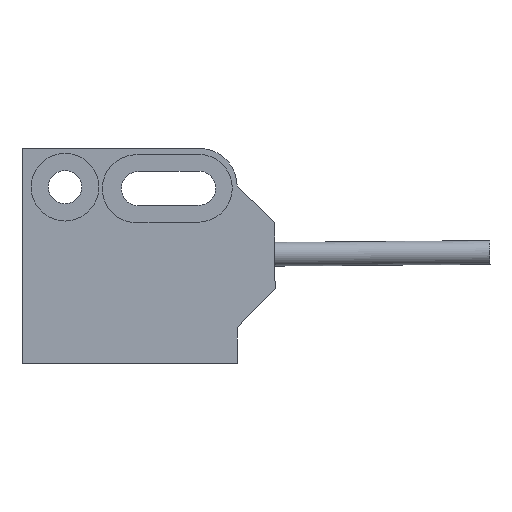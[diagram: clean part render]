
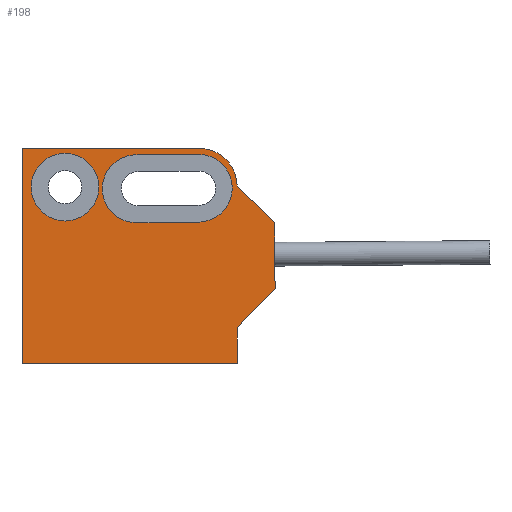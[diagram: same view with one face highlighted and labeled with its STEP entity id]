
A CAD part, left-side view. The second image highlights one B-rep face of the part: STEP entity #198.
In plain terms, the highlighted planar face has unit normal (-1, 0, 0).
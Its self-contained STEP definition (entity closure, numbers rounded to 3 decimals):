
#56=FACE_BOUND('',#351,.T.);
#57=FACE_BOUND('',#352,.T.);
#58=FACE_BOUND('',#353,.T.);
#135=CIRCLE('',#907,3.15);
#137=CIRCLE('',#910,3.158);
#138=CIRCLE('',#912,3.15);
#160=CIRCLE('',#939,3.5);
#198=ADVANCED_FACE('',(#56,#57,#58),#258,.T.);
#258=PLANE('',#940);
#351=EDGE_LOOP('',(#493,#494,#495,#496,#497,#498,#499,#500));
#352=EDGE_LOOP('',(#501,#502,#503,#504));
#353=EDGE_LOOP('',(#505));
#493=ORIENTED_EDGE('',*,*,#712,.T.);
#494=ORIENTED_EDGE('',*,*,#762,.F.);
#495=ORIENTED_EDGE('',*,*,#763,.F.);
#496=ORIENTED_EDGE('',*,*,#764,.F.);
#497=ORIENTED_EDGE('',*,*,#765,.T.);
#498=ORIENTED_EDGE('',*,*,#728,.T.);
#499=ORIENTED_EDGE('',*,*,#732,.T.);
#500=ORIENTED_EDGE('',*,*,#751,.T.);
#501=ORIENTED_EDGE('',*,*,#725,.F.);
#502=ORIENTED_EDGE('',*,*,#717,.F.);
#503=ORIENTED_EDGE('',*,*,#723,.F.);
#504=ORIENTED_EDGE('',*,*,#721,.F.);
#505=ORIENTED_EDGE('',*,*,#726,.F.);
#632=VERTEX_POINT('',#1307);
#633=VERTEX_POINT('',#1309);
#634=VERTEX_POINT('',#1313);
#637=VERTEX_POINT('',#1318);
#638=VERTEX_POINT('',#1322);
#641=VERTEX_POINT('',#1327);
#642=VERTEX_POINT('',#1337);
#644=VERTEX_POINT('',#1342);
#645=VERTEX_POINT('',#1343);
#648=VERTEX_POINT('',#1351);
#674=VERTEX_POINT('',#1410);
#675=VERTEX_POINT('',#1412);
#676=VERTEX_POINT('',#1414);
#712=EDGE_CURVE('',#633,#632,#812,.T.);
#717=EDGE_CURVE('',#637,#634,#817,.T.);
#721=EDGE_CURVE('',#641,#638,#821,.T.);
#723=EDGE_CURVE('',#638,#637,#135,.T.);
#725=EDGE_CURVE('',#634,#641,#137,.T.);
#726=EDGE_CURVE('',#642,#642,#138,.T.);
#728=EDGE_CURVE('',#644,#645,#822,.T.);
#732=EDGE_CURVE('',#645,#648,#826,.T.);
#751=EDGE_CURVE('',#648,#633,#829,.T.);
#762=EDGE_CURVE('',#674,#632,#836,.T.);
#763=EDGE_CURVE('',#675,#674,#837,.T.);
#764=EDGE_CURVE('',#676,#675,#838,.T.);
#765=EDGE_CURVE('',#676,#644,#160,.T.);
#812=LINE('',#1308,#858);
#817=LINE('',#1319,#863);
#821=LINE('',#1328,#867);
#822=LINE('',#1341,#868);
#826=LINE('',#1350,#872);
#829=LINE('',#1388,#875);
#836=LINE('',#1409,#882);
#837=LINE('',#1411,#883);
#838=LINE('',#1413,#884);
#858=VECTOR('',#1024,1.);
#863=VECTOR('',#1031,1.);
#867=VECTOR('',#1037,1.);
#868=VECTOR('',#1058,1.);
#872=VECTOR('',#1064,1.);
#875=VECTOR('',#1101,1.);
#882=VECTOR('',#1120,1.);
#883=VECTOR('',#1121,1.);
#884=VECTOR('',#1122,1.);
#907=AXIS2_PLACEMENT_3D('',#1331,#1042,#1043);
#910=AXIS2_PLACEMENT_3D('',#1334,#1048,#1049);
#912=AXIS2_PLACEMENT_3D('',#1336,#1052,#1053);
#939=AXIS2_PLACEMENT_3D('',#1415,#1123,#1124);
#940=AXIS2_PLACEMENT_3D('',#1416,#1125,#1126);
#1024=DIRECTION('',(0.,0.,1.));
#1031=DIRECTION('',(0.,1.,-0.008));
#1037=DIRECTION('',(0.,-1.,0.008));
#1042=DIRECTION('',(-1.,0.,0.));
#1043=DIRECTION('',(0.,-1.,0.));
#1048=DIRECTION('',(-1.,0.,0.));
#1049=DIRECTION('',(0.,-1.,0.));
#1052=DIRECTION('',(-1.,0.,0.));
#1053=DIRECTION('',(0.,-1.,0.));
#1058=DIRECTION('',(0.,1.,0.));
#1064=DIRECTION('',(0.,0.,-1.));
#1101=DIRECTION('',(0.,-1.,0.));
#1120=DIRECTION('',(0.,0.695,-0.719));
#1121=DIRECTION('',(0.,-0.008,-1.));
#1122=DIRECTION('',(0.,-0.713,-0.702));
#1123=DIRECTION('',(-1.,0.,0.));
#1124=DIRECTION('',(0.,0.,1.));
#1125=DIRECTION('',(-1.,0.,0.));
#1126=DIRECTION('',(0.,0.,1.));
#1307=CARTESIAN_POINT('',(0.,0.,3.329));
#1308=CARTESIAN_POINT('',(0.,0.,0.));
#1309=CARTESIAN_POINT('',(0.,0.,0.));
#1313=CARTESIAN_POINT('',(0.,9.189,19.403));
#1318=CARTESIAN_POINT('',(0.,3.587,19.45));
#1319=CARTESIAN_POINT('',(0.,3.587,19.45));
#1322=CARTESIAN_POINT('',(0.,3.573,13.15));
#1327=CARTESIAN_POINT('',(0.,9.136,13.103));
#1328=CARTESIAN_POINT('',(0.,9.136,13.103));
#1331=CARTESIAN_POINT('',(0.,3.6,16.3));
#1334=CARTESIAN_POINT('',(0.,9.384,16.251));
#1336=CARTESIAN_POINT('',(0.,16.,16.4));
#1337=CARTESIAN_POINT('',(0.,12.85,16.4));
#1341=CARTESIAN_POINT('',(0.,0.,20.));
#1342=CARTESIAN_POINT('',(0.,3.5,20.));
#1343=CARTESIAN_POINT('',(0.,20.,20.));
#1350=CARTESIAN_POINT('',(0.,20.,20.));
#1351=CARTESIAN_POINT('',(0.,20.,0.));
#1388=CARTESIAN_POINT('',(0.,20.,0.));
#1409=CARTESIAN_POINT('',(0.,-3.526,6.98));
#1410=CARTESIAN_POINT('',(0.,-3.526,6.98));
#1411=CARTESIAN_POINT('',(0.,-3.5,10.03));
#1412=CARTESIAN_POINT('',(0.,-3.474,13.08));
#1413=CARTESIAN_POINT('',(0.,0.,16.5));
#1414=CARTESIAN_POINT('',(0.,0.,16.5));
#1415=CARTESIAN_POINT('',(0.,3.5,16.5));
#1416=CARTESIAN_POINT('',(0.,0.,0.));
